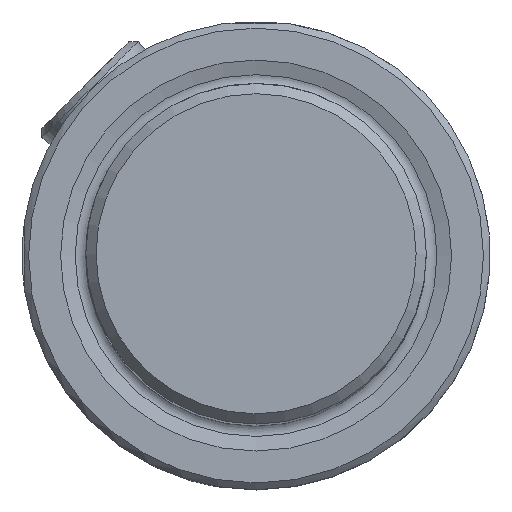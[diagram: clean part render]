
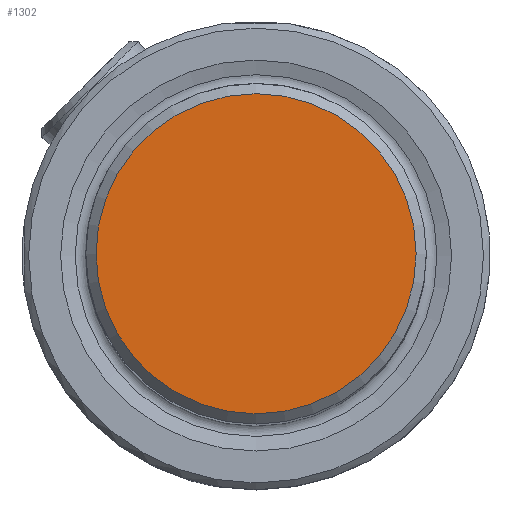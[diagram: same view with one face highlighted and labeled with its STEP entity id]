
A CAD part, top view. The second image highlights one B-rep face of the part: STEP entity #1302.
In plain terms, the highlighted planar face has unit normal (0, 0, 1).
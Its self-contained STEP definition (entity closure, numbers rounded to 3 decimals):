
#208=PLANE('',#5028);
#1302=ADVANCED_FACE('',(#1592),#208,.T.);
#1592=FACE_OUTER_BOUND('',#1833,.T.);
#1833=EDGE_LOOP('',(#2330));
#2152=CIRCLE('',#5027,11.937);
#2330=ORIENTED_EDGE('',*,*,#4236,.T.);
#3744=VERTEX_POINT('',#7175);
#4236=EDGE_CURVE('',#3744,#3744,#2152,.T.);
#5027=AXIS2_PLACEMENT_3D('',#7174,#5657,#5658);
#5028=AXIS2_PLACEMENT_3D('',#7176,#5659,#5660);
#5657=DIRECTION('',(0.,0.,1.));
#5658=DIRECTION('',(0.,-1.,0.));
#5659=DIRECTION('',(0.,0.,1.));
#5660=DIRECTION('',(0.,1.,0.));
#7174=CARTESIAN_POINT('',(0.,0.,76.2));
#7175=CARTESIAN_POINT('',(0.,-11.937,76.2));
#7176=CARTESIAN_POINT('',(0.,0.,76.2));
